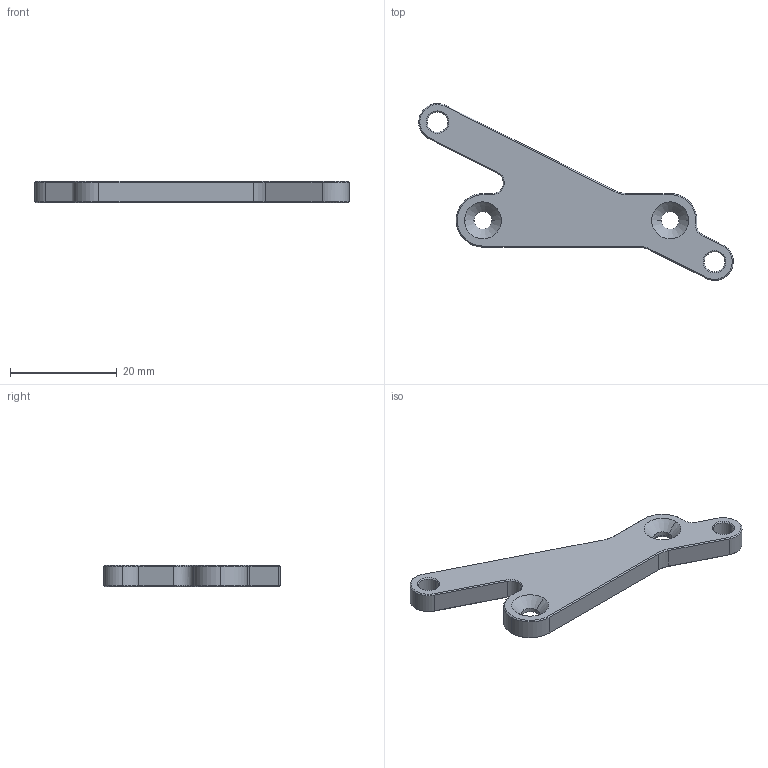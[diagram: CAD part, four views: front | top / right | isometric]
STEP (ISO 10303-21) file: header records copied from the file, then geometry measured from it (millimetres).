
FILE_DESCRIPTION (( 'STEP AP203' ), '1' );
FILE_NAME ('5015盓殤.STEP', '2023-09-09T07:15:07', ( 'Leo' ), ( '' ), 'SwSTEP 2.0', 'SolidWorks 2018', '' );
FILE_SCHEMA (( 'CONFIG_CONTROL_DESIGN' ));
Length unit declared in the file: millimetre
Products named in the file (1): 5015盓殤
Bounding box: 58.8 x 33.09 x 4 mm (x, y, z)
Volume: 2249.7 mm3; surface area: 2304.8 mm2
Topology: 1 solids, 1 shells, 111 faces, 262 edges, 154 vertices
Faces by surface type: cone 45, plane 36, cylinder 30
Entity records: 3241 total; most frequent: DIRECTION 594, CARTESIAN_POINT 528, ORIENTED_EDGE 524, EDGE_CURVE 262, AXIS2_PLACEMENT_3D 220, VERTEX_POINT 154, VECTOR 154, LINE 154
